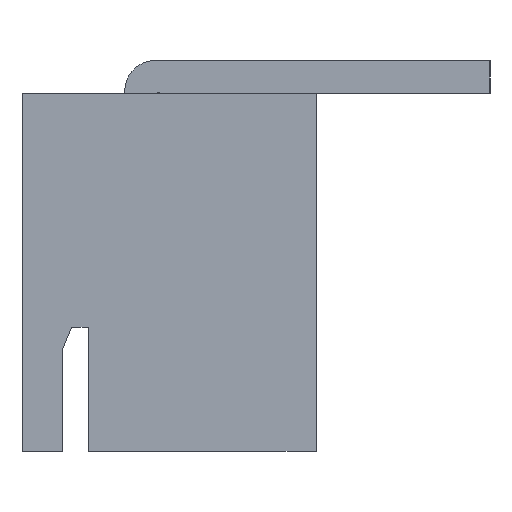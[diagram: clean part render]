
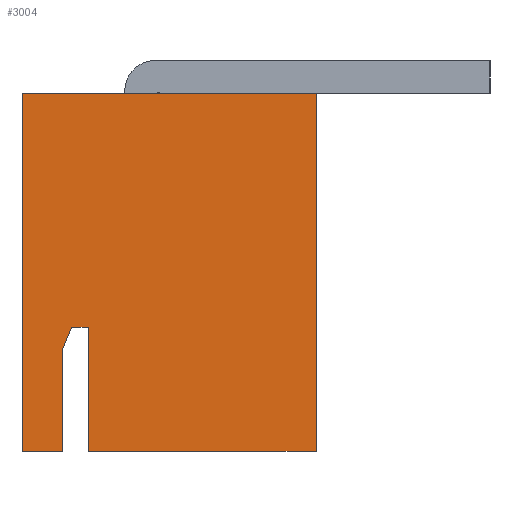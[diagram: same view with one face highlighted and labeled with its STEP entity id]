
A CAD part, left-side view. The second image highlights one B-rep face of the part: STEP entity #3004.
In plain terms, the highlighted planar face has unit normal (-1, 0, 0).
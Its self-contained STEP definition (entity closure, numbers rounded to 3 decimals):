
#65 = PLANE ( 'NONE',  #592 ) ;
#79 = EDGE_CURVE ( 'NONE', #3564, #1759, #368, .T. ) ;
#169 = CARTESIAN_POINT ( 'NONE',  ( -11.2, 4.783, 2.431 ) ) ;
#204 = VERTEX_POINT ( 'NONE', #1966 ) ;
#236 = LINE ( 'NONE', #1274, #3685 ) ;
#304 = VERTEX_POINT ( 'NONE', #341 ) ;
#328 = CARTESIAN_POINT ( 'NONE',  ( -11.2, 4.453, 2.431 ) ) ;
#341 = CARTESIAN_POINT ( 'NONE',  ( -11.2, 4.453, 2.431 ) ) ;
#368 = LINE ( 'NONE', #1671, #1045 ) ;
#376 = VERTEX_POINT ( 'NONE', #1771 ) ;
#435 = CARTESIAN_POINT ( 'NONE',  ( -11.2, 0., 0. ) ) ;
#480 = ORIENTED_EDGE ( 'NONE', *, *, #1807, .T. ) ;
#531 = VECTOR ( 'NONE', #734, 1000. ) ;
#592 = AXIS2_PLACEMENT_3D ( 'NONE', #1391, #740, #3335 ) ;
#611 = VECTOR ( 'NONE', #2643, 1000. ) ;
#654 = EDGE_CURVE ( 'NONE', #1583, #1633, #1019, .T. ) ;
#674 = CARTESIAN_POINT ( 'NONE',  ( -11.2, 4.453, 0. ) ) ;
#721 = FACE_OUTER_BOUND ( 'NONE', #2830, .T. ) ;
#734 = DIRECTION ( 'NONE',  ( 0., -1., 0. ) ) ;
#740 = DIRECTION ( 'NONE',  ( 1., 0., 0. ) ) ;
#855 = ORIENTED_EDGE ( 'NONE', *, *, #1544, .T. ) ;
#865 = LINE ( 'NONE', #889, #4088 ) ;
#873 = ORIENTED_EDGE ( 'NONE', *, *, #983, .T. ) ;
#889 = CARTESIAN_POINT ( 'NONE',  ( -11.2, 5.75, 0. ) ) ;
#908 = EDGE_CURVE ( 'NONE', #1015, #3564, #865, .T. ) ;
#945 = EDGE_CURVE ( 'NONE', #2146, #1633, #2823, .T. ) ;
#983 = EDGE_CURVE ( 'NONE', #204, #1015, #236, .T. ) ;
#1015 = VERTEX_POINT ( 'NONE', #2606 ) ;
#1019 = LINE ( 'NONE', #2959, #611 ) ;
#1045 = VECTOR ( 'NONE', #2947, 1000. ) ;
#1170 = CARTESIAN_POINT ( 'NONE',  ( -11.2, 4.95, 2.016 ) ) ;
#1197 = ORIENTED_EDGE ( 'NONE', *, *, #79, .T. ) ;
#1247 = VECTOR ( 'NONE', #3453, 1000. ) ;
#1274 = CARTESIAN_POINT ( 'NONE',  ( -11.2, 5.75, 7. ) ) ;
#1391 = CARTESIAN_POINT ( 'NONE',  ( -11.2, 5.75, 7. ) ) ;
#1445 = VECTOR ( 'NONE', #1493, 1000. ) ;
#1480 = CARTESIAN_POINT ( 'NONE',  ( -11.2, 5.75, 7. ) ) ;
#1493 = DIRECTION ( 'NONE',  ( 0., -1., 0. ) ) ;
#1544 = EDGE_CURVE ( 'NONE', #304, #1583, #2950, .T. ) ;
#1556 = DIRECTION ( 'NONE',  ( 0., -1., 0. ) ) ;
#1583 = VERTEX_POINT ( 'NONE', #674 ) ;
#1633 = VERTEX_POINT ( 'NONE', #435 ) ;
#1671 = CARTESIAN_POINT ( 'NONE',  ( -11.2, 4.95, 0. ) ) ;
#1696 = ORIENTED_EDGE ( 'NONE', *, *, #2189, .F. ) ;
#1759 = VERTEX_POINT ( 'NONE', #1170 ) ;
#1771 = CARTESIAN_POINT ( 'NONE',  ( -11.2, 4.783, 2.431 ) ) ;
#1807 = EDGE_CURVE ( 'NONE', #1759, #376, #2224, .T. ) ;
#1966 = CARTESIAN_POINT ( 'NONE',  ( -11.2, 5.75, 7. ) ) ;
#2146 = VERTEX_POINT ( 'NONE', #4032 ) ;
#2189 = EDGE_CURVE ( 'NONE', #204, #2146, #3031, .T. ) ;
#2224 = LINE ( 'NONE', #3523, #3553 ) ;
#2396 = ORIENTED_EDGE ( 'NONE', *, *, #908, .T. ) ;
#2462 = LINE ( 'NONE', #169, #1445 ) ;
#2606 = CARTESIAN_POINT ( 'NONE',  ( -11.2, 5.75, 0. ) ) ;
#2643 = DIRECTION ( 'NONE',  ( 0., -1., 0. ) ) ;
#2653 = CARTESIAN_POINT ( 'NONE',  ( -11.2, 4.95, 0. ) ) ;
#2661 = ORIENTED_EDGE ( 'NONE', *, *, #654, .T. ) ;
#2823 = LINE ( 'NONE', #2864, #1247 ) ;
#2830 = EDGE_LOOP ( 'NONE', ( #3851, #855, #2661, #2970, #1696, #873, #2396, #1197, #480 ) ) ;
#2841 = DIRECTION ( 'NONE',  ( 0., 0., -1. ) ) ;
#2864 = CARTESIAN_POINT ( 'NONE',  ( -11.2, 0., 7. ) ) ;
#2947 = DIRECTION ( 'NONE',  ( 0., 0., 1. ) ) ;
#2950 = LINE ( 'NONE', #328, #4092 ) ;
#2959 = CARTESIAN_POINT ( 'NONE',  ( -11.2, 5.75, 0. ) ) ;
#2970 = ORIENTED_EDGE ( 'NONE', *, *, #945, .F. ) ;
#3004 = ADVANCED_FACE ( 'NONE', ( #721 ), #65, .F. ) ;
#3031 = LINE ( 'NONE', #1480, #531 ) ;
#3252 = DIRECTION ( 'NONE',  ( 0., 0., -1. ) ) ;
#3335 = DIRECTION ( 'NONE',  ( 0., 0., -1. ) ) ;
#3453 = DIRECTION ( 'NONE',  ( 0., 0., -1. ) ) ;
#3523 = CARTESIAN_POINT ( 'NONE',  ( -11.2, 4.95, 2.016 ) ) ;
#3553 = VECTOR ( 'NONE', #4177, 1000. ) ;
#3564 = VERTEX_POINT ( 'NONE', #2653 ) ;
#3685 = VECTOR ( 'NONE', #2841, 1000. ) ;
#3851 = ORIENTED_EDGE ( 'NONE', *, *, #4130, .T. ) ;
#4032 = CARTESIAN_POINT ( 'NONE',  ( -11.2, 0., 7. ) ) ;
#4088 = VECTOR ( 'NONE', #1556, 1000. ) ;
#4092 = VECTOR ( 'NONE', #3252, 1000. ) ;
#4130 = EDGE_CURVE ( 'NONE', #376, #304, #2462, .T. ) ;
#4177 = DIRECTION ( 'NONE',  ( 0., -0.373, 0.928 ) ) ;
